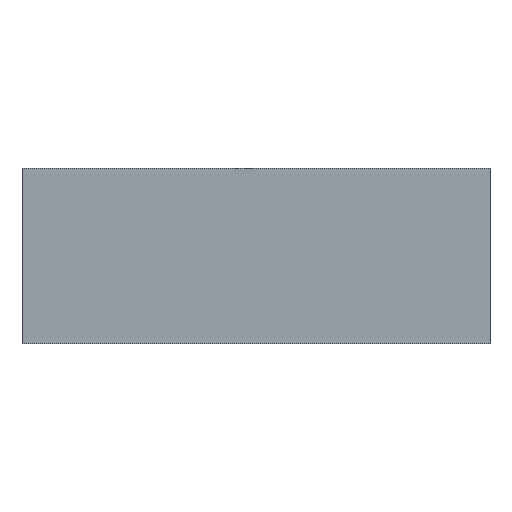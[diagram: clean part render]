
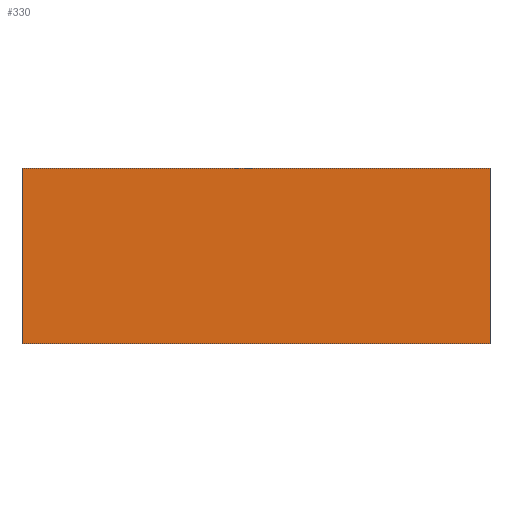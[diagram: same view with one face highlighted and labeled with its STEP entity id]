
A CAD part, front view. The second image highlights one B-rep face of the part: STEP entity #330.
In plain terms, the highlighted planar face has unit normal (0, -1, 0).
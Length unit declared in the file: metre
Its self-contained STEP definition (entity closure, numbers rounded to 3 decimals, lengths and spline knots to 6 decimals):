
#52=ORIENTED_EDGE('',*,*,#139,.F.);
#53=ORIENTED_EDGE('',*,*,#140,.F.);
#54=ORIENTED_EDGE('',*,*,#141,.T.);
#55=ORIENTED_EDGE('',*,*,#136,.T.);
#136=EDGE_CURVE('',#180,#179,#212,.T.);
#139=EDGE_CURVE('',#182,#179,#215,.T.);
#140=EDGE_CURVE('',#183,#182,#216,.T.);
#141=EDGE_CURVE('',#183,#180,#217,.T.);
#179=VERTEX_POINT('',#517);
#180=VERTEX_POINT('',#519);
#182=VERTEX_POINT('',#525);
#183=VERTEX_POINT('',#527);
#212=LINE('',#518,#240);
#215=LINE('',#524,#243);
#216=LINE('',#526,#244);
#217=LINE('',#528,#245);
#240=VECTOR('',#413,1.);
#243=VECTOR('',#418,1.);
#244=VECTOR('',#419,1.);
#245=VECTOR('',#420,1.);
#260=EDGE_LOOP('',(#52,#53,#54,#55));
#290=FACE_BOUND('',#260,.T.);
#320=PLANE('',#361);
#330=ADVANCED_FACE('',(#290),#320,.T.);
#361=AXIS2_PLACEMENT_3D('',#523,#416,#417);
#413=DIRECTION('',(0.,0.,-1.));
#416=DIRECTION('',(0.,-1.,0.));
#417=DIRECTION('',(0.,0.,1.));
#418=DIRECTION('',(-1.,0.,0.));
#419=DIRECTION('',(0.,0.,-1.));
#420=DIRECTION('',(-1.,0.,0.));
#517=CARTESIAN_POINT('',(-0.008,-0.1155,0.078));
#518=CARTESIAN_POINT('',(-0.008,-0.1155,0.084));
#519=CARTESIAN_POINT('',(-0.008,-0.1155,0.084));
#523=CARTESIAN_POINT('',(0.,-0.1155,0.084));
#524=CARTESIAN_POINT('',(0.,-0.1155,0.078));
#525=CARTESIAN_POINT('',(0.008,-0.1155,0.078));
#526=CARTESIAN_POINT('',(0.008,-0.1155,0.084));
#527=CARTESIAN_POINT('',(0.008,-0.1155,0.084));
#528=CARTESIAN_POINT('',(0.,-0.1155,0.084));
